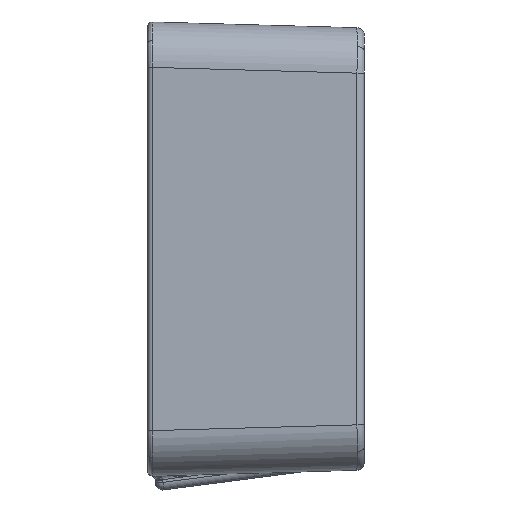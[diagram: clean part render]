
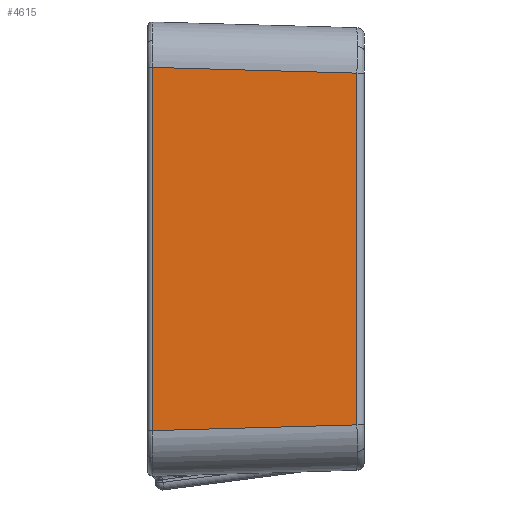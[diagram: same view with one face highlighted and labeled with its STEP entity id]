
A CAD part, left-side view. The second image highlights one B-rep face of the part: STEP entity #4615.
In plain terms, the highlighted planar face has unit normal (-0.999, -0.038, 0).
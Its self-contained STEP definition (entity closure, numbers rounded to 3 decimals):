
#187 = LINE ( 'NONE', #19401, #21126 ) ;
#295 = ORIENTED_EDGE ( 'NONE', *, *, #7502, .T. ) ;
#636 = ORIENTED_EDGE ( 'NONE', *, *, #17256, .T. ) ;
#1097 = CARTESIAN_POINT ( 'NONE',  ( -196.585, -10.798, -115.718 ) ) ;
#3150 = VECTOR ( 'NONE', #7082, 1000. ) ;
#4157 = DIRECTION ( 'NONE',  ( -0.038, 0.999, 0.028 ) ) ;
#4318 = CARTESIAN_POINT ( 'NONE',  ( -202.38, 139.885, 0. ) ) ;
#4444 = LINE ( 'NONE', #4318, #3150 ) ;
#4613 = EDGE_CURVE ( 'NONE', #11940, #18518, #187, .T. ) ;
#4615 = ADVANCED_FACE ( 'NONE', ( #11960 ), #13771, .F. ) ;
#5653 = EDGE_CURVE ( 'NONE', #18518, #14410, #4444, .T. ) ;
#6899 = EDGE_LOOP ( 'NONE', ( #14156, #9941, #636, #295 ) ) ;
#7082 = DIRECTION ( 'NONE',  ( 0., 0., -1. ) ) ;
#7502 = EDGE_CURVE ( 'NONE', #12696, #11940, #20449, .T. ) ;
#9539 = VECTOR ( 'NONE', #15087, 1000. ) ;
#9941 = ORIENTED_EDGE ( 'NONE', *, *, #5653, .T. ) ;
#10340 = CARTESIAN_POINT ( 'NONE',  ( -202.38, 139.885, 119.933 ) ) ;
#11940 = VERTEX_POINT ( 'NONE', #18393 ) ;
#11960 = FACE_OUTER_BOUND ( 'NONE', #6899, .T. ) ;
#12696 = VERTEX_POINT ( 'NONE', #18560 ) ;
#13771 = PLANE ( 'NONE',  #18681 ) ;
#13892 = DIRECTION ( 'NONE',  ( -0.038, 0.999, 0. ) ) ;
#14156 = ORIENTED_EDGE ( 'NONE', *, *, #4613, .T. ) ;
#14410 = VERTEX_POINT ( 'NONE', #22063 ) ;
#15087 = DIRECTION ( 'NONE',  ( 0., 0., 1. ) ) ;
#17256 = EDGE_CURVE ( 'NONE', #14410, #12696, #20669, .T. ) ;
#18393 = CARTESIAN_POINT ( 'NONE',  ( -197.185, 4.808, 116.155 ) ) ;
#18518 = VERTEX_POINT ( 'NONE', #10340 ) ;
#18560 = CARTESIAN_POINT ( 'NONE',  ( -197.185, 4.808, -116.155 ) ) ;
#18681 = AXIS2_PLACEMENT_3D ( 'NONE', #19636, #19759, #13892 ) ;
#19401 = CARTESIAN_POINT ( 'NONE',  ( -196.585, -10.798, 115.718 ) ) ;
#19636 = CARTESIAN_POINT ( 'NONE',  ( -196.709, -7.566, 0. ) ) ;
#19759 = DIRECTION ( 'NONE',  ( 0.999, 0.038, 0. ) ) ;
#20449 = LINE ( 'NONE', #24290, #9539 ) ;
#20669 = LINE ( 'NONE', #1097, #24172 ) ;
#21126 = VECTOR ( 'NONE', #4157, 1000. ) ;
#22063 = CARTESIAN_POINT ( 'NONE',  ( -202.38, 139.885, -119.933 ) ) ;
#23123 = DIRECTION ( 'NONE',  ( 0.038, -0.999, 0.028 ) ) ;
#24172 = VECTOR ( 'NONE', #23123, 1000. ) ;
#24290 = CARTESIAN_POINT ( 'NONE',  ( -197.185, 4.808, 116.021 ) ) ;
